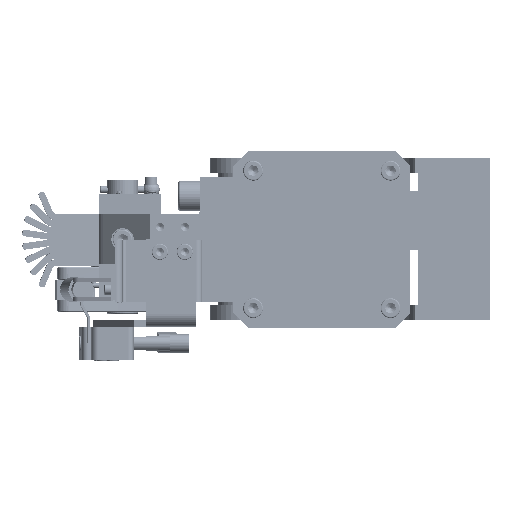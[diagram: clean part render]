
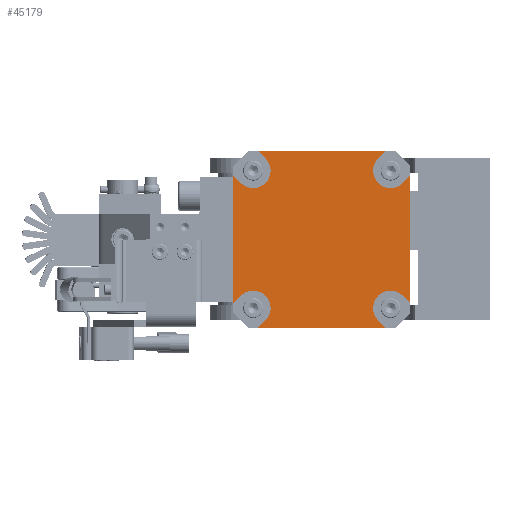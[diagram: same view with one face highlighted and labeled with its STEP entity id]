
A CAD part, front view. The second image highlights one B-rep face of the part: STEP entity #45179.
In plain terms, the highlighted face is planar.
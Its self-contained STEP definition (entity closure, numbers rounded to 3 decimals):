
#2246=LINE('',#70540,#6005);
#2250=LINE('',#70552,#6009);
#2257=LINE('',#70569,#6016);
#2261=LINE('',#70581,#6020);
#2268=LINE('',#70598,#6027);
#2272=LINE('',#70610,#6031);
#2279=LINE('',#70627,#6038);
#2283=LINE('',#70639,#6042);
#2294=LINE('',#70662,#6053);
#2295=LINE('',#70663,#6054);
#2296=LINE('',#70664,#6055);
#2297=LINE('',#70665,#6056);
#6005=VECTOR('',#56499,10.);
#6009=VECTOR('',#56511,10.);
#6016=VECTOR('',#56524,10.);
#6020=VECTOR('',#56536,10.);
#6027=VECTOR('',#56549,10.);
#6031=VECTOR('',#56561,10.);
#6038=VECTOR('',#56574,10.);
#6042=VECTOR('',#56586,10.);
#6053=VECTOR('',#56607,10.);
#6054=VECTOR('',#56608,10.);
#6055=VECTOR('',#56609,10.);
#6056=VECTOR('',#56610,10.);
#9657=PLANE('',#49530);
#12916=FACE_OUTER_BOUND('',#16042,.T.);
#16042=EDGE_LOOP('',(#34089,#34090,#34091,#34092,#34093,#34094,#34095,#34096,
#34097,#34098,#34099,#34100,#34101,#34102,#34103,#34104));
#19038=CIRCLE('',#49503,14.);
#19041=CIRCLE('',#49510,14.);
#19044=CIRCLE('',#49517,14.);
#19047=CIRCLE('',#49524,14.);
#21695=VERTEX_POINT('',#70537);
#21696=VERTEX_POINT('',#70539);
#21698=VERTEX_POINT('',#70545);
#21700=VERTEX_POINT('',#70551);
#21706=VERTEX_POINT('',#70566);
#21707=VERTEX_POINT('',#70568);
#21709=VERTEX_POINT('',#70574);
#21711=VERTEX_POINT('',#70580);
#21717=VERTEX_POINT('',#70595);
#21718=VERTEX_POINT('',#70597);
#21720=VERTEX_POINT('',#70603);
#21722=VERTEX_POINT('',#70609);
#21728=VERTEX_POINT('',#70624);
#21729=VERTEX_POINT('',#70626);
#21731=VERTEX_POINT('',#70632);
#21733=VERTEX_POINT('',#70638);
#26324=EDGE_CURVE('',#21696,#21695,#2246,.T.);
#26327=EDGE_CURVE('',#21698,#21696,#19038,.T.);
#26330=EDGE_CURVE('',#21700,#21698,#2250,.T.);
#26338=EDGE_CURVE('',#21707,#21706,#2257,.T.);
#26341=EDGE_CURVE('',#21709,#21707,#19041,.T.);
#26344=EDGE_CURVE('',#21711,#21709,#2261,.T.);
#26352=EDGE_CURVE('',#21718,#21717,#2268,.T.);
#26355=EDGE_CURVE('',#21720,#21718,#19044,.T.);
#26358=EDGE_CURVE('',#21722,#21720,#2272,.T.);
#26366=EDGE_CURVE('',#21729,#21728,#2279,.T.);
#26369=EDGE_CURVE('',#21731,#21729,#19047,.T.);
#26372=EDGE_CURVE('',#21733,#21731,#2283,.T.);
#26384=EDGE_CURVE('',#21695,#21733,#2294,.T.);
#26385=EDGE_CURVE('',#21728,#21722,#2295,.T.);
#26386=EDGE_CURVE('',#21717,#21711,#2296,.T.);
#26387=EDGE_CURVE('',#21706,#21700,#2297,.T.);
#34089=ORIENTED_EDGE('',*,*,#26330,.T.);
#34090=ORIENTED_EDGE('',*,*,#26327,.T.);
#34091=ORIENTED_EDGE('',*,*,#26324,.T.);
#34092=ORIENTED_EDGE('',*,*,#26384,.T.);
#34093=ORIENTED_EDGE('',*,*,#26372,.T.);
#34094=ORIENTED_EDGE('',*,*,#26369,.T.);
#34095=ORIENTED_EDGE('',*,*,#26366,.T.);
#34096=ORIENTED_EDGE('',*,*,#26385,.T.);
#34097=ORIENTED_EDGE('',*,*,#26358,.T.);
#34098=ORIENTED_EDGE('',*,*,#26355,.T.);
#34099=ORIENTED_EDGE('',*,*,#26352,.T.);
#34100=ORIENTED_EDGE('',*,*,#26386,.T.);
#34101=ORIENTED_EDGE('',*,*,#26344,.T.);
#34102=ORIENTED_EDGE('',*,*,#26341,.T.);
#34103=ORIENTED_EDGE('',*,*,#26338,.T.);
#34104=ORIENTED_EDGE('',*,*,#26387,.T.);
#45179=ADVANCED_FACE('',(#12916),#9657,.T.);
#49503=AXIS2_PLACEMENT_3D('',#70546,#56505,#56506);
#49510=AXIS2_PLACEMENT_3D('',#70575,#56530,#56531);
#49517=AXIS2_PLACEMENT_3D('',#70604,#56555,#56556);
#49524=AXIS2_PLACEMENT_3D('',#70633,#56580,#56581);
#49530=AXIS2_PLACEMENT_3D('',#70661,#56605,#56606);
#56499=DIRECTION('',(-0.707,-0.707,0.));
#56505=DIRECTION('center_axis',(0.,0.,1.));
#56506=DIRECTION('ref_axis',(-0.707,0.707,0.));
#56511=DIRECTION('',(0.707,0.707,0.));
#56524=DIRECTION('',(0.707,-0.707,0.));
#56530=DIRECTION('center_axis',(0.,0.,1.));
#56531=DIRECTION('ref_axis',(-0.707,-0.707,0.));
#56536=DIRECTION('',(-0.707,0.707,0.));
#56549=DIRECTION('',(0.707,0.707,0.));
#56555=DIRECTION('center_axis',(0.,0.,1.));
#56556=DIRECTION('ref_axis',(0.707,-0.707,0.));
#56561=DIRECTION('',(-0.707,-0.707,0.));
#56574=DIRECTION('',(-0.707,0.707,0.));
#56580=DIRECTION('center_axis',(0.,0.,1.));
#56581=DIRECTION('ref_axis',(0.707,0.707,0.));
#56586=DIRECTION('',(0.707,-0.707,0.));
#56605=DIRECTION('center_axis',(0.,0.,-1.));
#56606=DIRECTION('ref_axis',(-1.,0.,0.));
#56607=DIRECTION('',(0.,1.,0.));
#56608=DIRECTION('',(1.,0.,0.));
#56609=DIRECTION('',(0.,-1.,0.));
#56610=DIRECTION('',(-1.,0.,0.));
#70537=CARTESIAN_POINT('',(-73.33,-53.385,-27.));
#70539=CARTESIAN_POINT('',(-67.384,-47.439,-27.));
#70540=CARTESIAN_POINT('',(-42.78,-22.835,-27.));
#70545=CARTESIAN_POINT('',(-47.585,-67.238,-27.));
#70546=CARTESIAN_POINT('Origin',(-57.484,-57.339,-27.));
#70551=CARTESIAN_POINT('',(-53.531,-73.184,-27.));
#70552=CARTESIAN_POINT('',(-20.008,-39.661,-27.));
#70566=CARTESIAN_POINT('',(48.871,-73.184,-27.));
#70568=CARTESIAN_POINT('',(42.925,-67.238,-27.));
#70569=CARTESIAN_POINT('',(18.321,-42.634,-27.));
#70574=CARTESIAN_POINT('',(62.724,-47.439,-27.));
#70575=CARTESIAN_POINT('Origin',(52.824,-57.339,-27.));
#70580=CARTESIAN_POINT('',(68.67,-53.385,-27.));
#70581=CARTESIAN_POINT('',(35.147,-19.862,-27.));
#70595=CARTESIAN_POINT('',(68.67,49.017,-27.));
#70597=CARTESIAN_POINT('',(62.724,43.07,-27.));
#70598=CARTESIAN_POINT('',(38.12,18.466,-27.));
#70603=CARTESIAN_POINT('',(42.925,62.869,-27.));
#70604=CARTESIAN_POINT('Origin',(52.824,52.97,-27.));
#70609=CARTESIAN_POINT('',(48.871,68.816,-27.));
#70610=CARTESIAN_POINT('',(15.348,35.292,-27.));
#70624=CARTESIAN_POINT('',(-53.531,68.816,-27.));
#70626=CARTESIAN_POINT('',(-47.585,62.869,-27.));
#70627=CARTESIAN_POINT('',(-22.981,38.265,-27.));
#70632=CARTESIAN_POINT('',(-67.384,43.07,-27.));
#70633=CARTESIAN_POINT('Origin',(-57.484,52.97,-27.));
#70638=CARTESIAN_POINT('',(-73.33,49.017,-27.));
#70639=CARTESIAN_POINT('',(-39.807,15.493,-27.));
#70661=CARTESIAN_POINT('Origin',(-2.33,-2.184,-27.));
#70662=CARTESIAN_POINT('',(-73.33,27.316,-27.));
#70663=CARTESIAN_POINT('',(27.17,68.816,-27.));
#70664=CARTESIAN_POINT('',(68.67,-31.684,-27.));
#70665=CARTESIAN_POINT('',(-31.83,-73.184,-27.));
